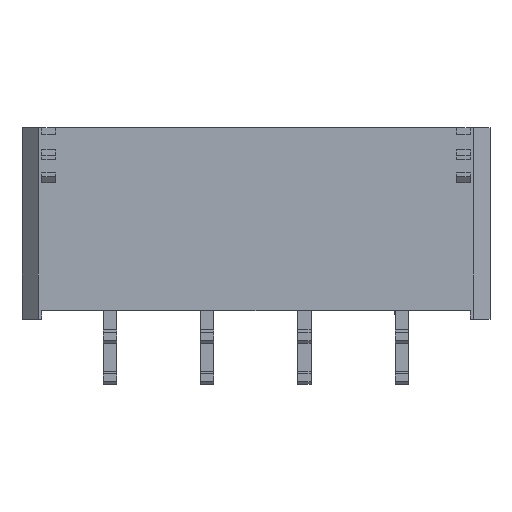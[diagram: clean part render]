
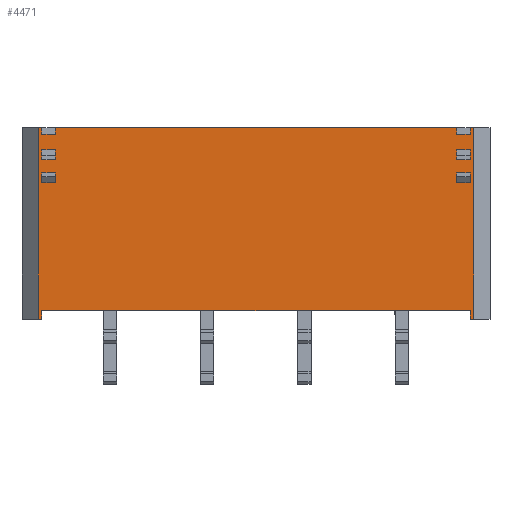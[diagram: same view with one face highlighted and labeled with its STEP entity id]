
A CAD part, front view. The second image highlights one B-rep face of the part: STEP entity #4471.
In plain terms, the highlighted planar face has unit normal (0, -1, 0).
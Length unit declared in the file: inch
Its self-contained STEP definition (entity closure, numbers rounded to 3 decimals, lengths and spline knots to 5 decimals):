
#13=DIRECTION('',(1.,0.,0.));
#14=VECTOR('',#13,0.0105);
#15=CARTESIAN_POINT('',(-0.66,-0.227,-0.2905));
#16=LINE('',#15,#14);
#45=DIRECTION('',(1.,0.,0.));
#46=VECTOR('',#45,0.0105);
#47=CARTESIAN_POINT('',(0.6495,-0.227,-0.2905));
#48=LINE('',#47,#46);
#93=DIRECTION('',(0.,0.,1.));
#94=VECTOR('',#93,0.015);
#95=CARTESIAN_POINT('',(-0.6095,-0.227,0.1385));
#96=LINE('',#95,#94);
#97=DIRECTION('',(-1.,0.,0.));
#98=VECTOR('',#97,0.04);
#99=CARTESIAN_POINT('',(-0.6095,-0.227,0.1535));
#100=LINE('',#99,#98);
#101=DIRECTION('',(0.,0.,1.));
#102=VECTOR('',#101,0.015);
#103=CARTESIAN_POINT('',(-0.6495,-0.227,0.1385));
#104=LINE('',#103,#102);
#105=DIRECTION('',(-1.,0.,0.));
#106=VECTOR('',#105,0.04);
#107=CARTESIAN_POINT('',(-0.6095,-0.227,0.1385));
#108=LINE('',#107,#106);
#109=DIRECTION('',(0.,0.,1.));
#110=VECTOR('',#109,0.015);
#111=CARTESIAN_POINT('',(-0.6095,-0.227,0.1935));
#112=LINE('',#111,#110);
#113=DIRECTION('',(-1.,0.,0.));
#114=VECTOR('',#113,0.04);
#115=CARTESIAN_POINT('',(-0.6095,-0.227,0.2085));
#116=LINE('',#115,#114);
#117=DIRECTION('',(0.,0.,1.));
#118=VECTOR('',#117,0.015);
#119=CARTESIAN_POINT('',(-0.6495,-0.227,0.1935));
#120=LINE('',#119,#118);
#121=DIRECTION('',(-1.,0.,0.));
#122=VECTOR('',#121,0.04);
#123=CARTESIAN_POINT('',(-0.6095,-0.227,0.1935));
#124=LINE('',#123,#122);
#125=DIRECTION('',(0.,0.,1.));
#126=VECTOR('',#125,0.015);
#127=CARTESIAN_POINT('',(0.6095,-0.227,0.1385));
#128=LINE('',#127,#126);
#129=DIRECTION('',(1.,0.,0.));
#130=VECTOR('',#129,0.04);
#131=CARTESIAN_POINT('',(0.6095,-0.227,0.1385));
#132=LINE('',#131,#130);
#133=DIRECTION('',(0.,0.,1.));
#134=VECTOR('',#133,0.015);
#135=CARTESIAN_POINT('',(0.6495,-0.227,0.1385));
#136=LINE('',#135,#134);
#137=DIRECTION('',(1.,0.,0.));
#138=VECTOR('',#137,0.04);
#139=CARTESIAN_POINT('',(0.6095,-0.227,0.1535));
#140=LINE('',#139,#138);
#141=DIRECTION('',(0.,0.,1.));
#142=VECTOR('',#141,0.015);
#143=CARTESIAN_POINT('',(0.6095,-0.227,0.1935));
#144=LINE('',#143,#142);
#145=DIRECTION('',(1.,0.,0.));
#146=VECTOR('',#145,0.04);
#147=CARTESIAN_POINT('',(0.6095,-0.227,0.1935));
#148=LINE('',#147,#146);
#149=DIRECTION('',(0.,0.,1.));
#150=VECTOR('',#149,0.015);
#151=CARTESIAN_POINT('',(0.6495,-0.227,0.1935));
#152=LINE('',#151,#150);
#153=DIRECTION('',(1.,0.,0.));
#154=VECTOR('',#153,0.04);
#155=CARTESIAN_POINT('',(0.6095,-0.227,0.2085));
#156=LINE('',#155,#154);
#157=DIRECTION('',(-1.,0.,0.));
#158=VECTOR('',#157,0.04);
#159=CARTESIAN_POINT('',(0.6495,-0.227,0.2705));
#160=LINE('',#159,#158);
#161=DIRECTION('',(0.,0.,-1.));
#162=VECTOR('',#161,0.02);
#163=CARTESIAN_POINT('',(0.6495,-0.227,0.2905));
#164=LINE('',#163,#162);
#165=DIRECTION('',(0.,0.,1.));
#166=VECTOR('',#165,0.025);
#167=CARTESIAN_POINT('',(0.6495,-0.227,-0.2905));
#168=LINE('',#167,#166);
#169=DIRECTION('',(1.,0.,0.));
#170=VECTOR('',#169,1.299);
#171=CARTESIAN_POINT('',(-0.6495,-0.227,-0.2655));
#172=LINE('',#171,#170);
#173=DIRECTION('',(0.,0.,1.));
#174=VECTOR('',#173,0.025);
#175=CARTESIAN_POINT('',(-0.6495,-0.227,-0.2905));
#176=LINE('',#175,#174);
#177=DIRECTION('',(0.,0.,1.));
#178=VECTOR('',#177,0.581);
#179=CARTESIAN_POINT('',(-0.66,-0.227,-0.2905));
#180=LINE('',#179,#178);
#181=DIRECTION('',(0.,0.,-1.));
#182=VECTOR('',#181,0.02);
#183=CARTESIAN_POINT('',(-0.6495,-0.227,0.2905));
#184=LINE('',#183,#182);
#185=DIRECTION('',(-1.,0.,0.));
#186=VECTOR('',#185,0.04);
#187=CARTESIAN_POINT('',(-0.6095,-0.227,0.2705));
#188=LINE('',#187,#186);
#189=DIRECTION('',(0.,0.,-1.));
#190=VECTOR('',#189,0.02);
#191=CARTESIAN_POINT('',(-0.6095,-0.227,0.2905));
#192=LINE('',#191,#190);
#193=DIRECTION('',(0.,0.,-1.));
#194=VECTOR('',#193,0.02);
#195=CARTESIAN_POINT('',(0.6095,-0.227,0.2905));
#196=LINE('',#195,#194);
#629=DIRECTION('',(1.,0.,0.));
#630=VECTOR('',#629,1.219);
#631=CARTESIAN_POINT('',(-0.6095,-0.227,0.2905));
#632=LINE('',#631,#630);
#645=DIRECTION('',(1.,0.,0.));
#646=VECTOR('',#645,0.0105);
#647=CARTESIAN_POINT('',(-0.66,-0.227,0.2905));
#648=LINE('',#647,#646);
#693=DIRECTION('',(1.,0.,0.));
#694=VECTOR('',#693,0.0105);
#695=CARTESIAN_POINT('',(0.6495,-0.227,0.2905));
#696=LINE('',#695,#694);
#2683=DIRECTION('',(0.,0.,1.));
#2684=VECTOR('',#2683,0.581);
#2685=CARTESIAN_POINT('',(0.66,-0.227,-0.2905));
#2686=LINE('',#2685,#2684);
#3230=CARTESIAN_POINT('',(-0.66,-0.227,-0.2905));
#3232=VERTEX_POINT('',#3230);
#3233=CARTESIAN_POINT('',(0.66,-0.227,-0.2905));
#3235=VERTEX_POINT('',#3233);
#3245=CARTESIAN_POINT('',(-0.66,-0.227,0.2905));
#3246=VERTEX_POINT('',#3245);
#3247=CARTESIAN_POINT('',(0.66,-0.227,0.2905));
#3248=VERTEX_POINT('',#3247);
#3429=CARTESIAN_POINT('',(-0.6495,-0.227,-0.2655));
#3430=CARTESIAN_POINT('',(0.6495,-0.227,-0.2655));
#3431=VERTEX_POINT('',#3429);
#3432=VERTEX_POINT('',#3430);
#3493=CARTESIAN_POINT('',(-0.6495,-0.227,-0.2905));
#3494=VERTEX_POINT('',#3493);
#3547=CARTESIAN_POINT('',(0.6495,-0.227,-0.2905));
#3548=VERTEX_POINT('',#3547);
#3683=CARTESIAN_POINT('',(-0.6095,-0.227,0.1385));
#3684=VERTEX_POINT('',#3683);
#3685=CARTESIAN_POINT('',(-0.6095,-0.227,0.1535));
#3686=VERTEX_POINT('',#3685);
#3687=CARTESIAN_POINT('',(-0.6095,-0.227,0.2085));
#3688=VERTEX_POINT('',#3687);
#3689=CARTESIAN_POINT('',(-0.6095,-0.227,0.1935));
#3690=VERTEX_POINT('',#3689);
#3691=CARTESIAN_POINT('',(-0.6495,-0.227,0.1385));
#3692=VERTEX_POINT('',#3691);
#3693=CARTESIAN_POINT('',(-0.6495,-0.227,0.2085));
#3694=VERTEX_POINT('',#3693);
#3695=CARTESIAN_POINT('',(-0.6495,-0.227,0.1535));
#3696=VERTEX_POINT('',#3695);
#3697=CARTESIAN_POINT('',(-0.6495,-0.227,0.1935));
#3698=VERTEX_POINT('',#3697);
#3751=CARTESIAN_POINT('',(0.6495,-0.227,0.2905));
#3753=VERTEX_POINT('',#3751);
#3757=CARTESIAN_POINT('',(0.6095,-0.227,0.2905));
#3758=VERTEX_POINT('',#3757);
#3771=CARTESIAN_POINT('',(-0.6095,-0.227,0.2905));
#3773=VERTEX_POINT('',#3771);
#3777=CARTESIAN_POINT('',(-0.6495,-0.227,0.2905));
#3778=VERTEX_POINT('',#3777);
#3799=CARTESIAN_POINT('',(0.6495,-0.227,0.2705));
#3800=VERTEX_POINT('',#3799);
#3801=CARTESIAN_POINT('',(0.6095,-0.227,0.2705));
#3802=VERTEX_POINT('',#3801);
#3803=CARTESIAN_POINT('',(-0.6095,-0.227,0.2705));
#3804=VERTEX_POINT('',#3803);
#3805=CARTESIAN_POINT('',(-0.6495,-0.227,0.2705));
#3806=VERTEX_POINT('',#3805);
#3893=CARTESIAN_POINT('',(0.6095,-0.227,0.1385));
#3894=CARTESIAN_POINT('',(0.6095,-0.227,0.1535));
#3895=VERTEX_POINT('',#3893);
#3896=VERTEX_POINT('',#3894);
#3897=CARTESIAN_POINT('',(0.6095,-0.227,0.1935));
#3898=CARTESIAN_POINT('',(0.6095,-0.227,0.2085));
#3899=VERTEX_POINT('',#3897);
#3900=VERTEX_POINT('',#3898);
#3901=CARTESIAN_POINT('',(0.6495,-0.227,0.1385));
#3902=CARTESIAN_POINT('',(0.6495,-0.227,0.1535));
#3903=VERTEX_POINT('',#3901);
#3904=VERTEX_POINT('',#3902);
#3905=CARTESIAN_POINT('',(0.6495,-0.227,0.1935));
#3906=CARTESIAN_POINT('',(0.6495,-0.227,0.2085));
#3907=VERTEX_POINT('',#3905);
#3908=VERTEX_POINT('',#3906);
#4395=CARTESIAN_POINT('',(-0.66,-0.227,-0.2905));
#4396=DIRECTION('',(0.,-1.,0.));
#4397=DIRECTION('',(1.,0.,0.));
#4398=AXIS2_PLACEMENT_3D('',#4395,#4396,#4397);
#4399=PLANE('',#4398);
#4401=ORIENTED_EDGE('',*,*,#4400,.F.);
#4403=ORIENTED_EDGE('',*,*,#4402,.F.);
#4405=ORIENTED_EDGE('',*,*,#4404,.T.);
#4407=ORIENTED_EDGE('',*,*,#4406,.F.);
#4408=ORIENTED_EDGE('',*,*,#4316,.F.);
#4410=ORIENTED_EDGE('',*,*,#4409,.T.);
#4412=ORIENTED_EDGE('',*,*,#4411,.F.);
#4413=ORIENTED_EDGE('',*,*,#4365,.F.);
#4414=ORIENTED_EDGE('',*,*,#4284,.F.);
#4416=ORIENTED_EDGE('',*,*,#4415,.T.);
#4418=ORIENTED_EDGE('',*,*,#4417,.T.);
#4420=ORIENTED_EDGE('',*,*,#4419,.T.);
#4422=ORIENTED_EDGE('',*,*,#4421,.F.);
#4424=ORIENTED_EDGE('',*,*,#4423,.F.);
#4426=ORIENTED_EDGE('',*,*,#4425,.T.);
#4428=ORIENTED_EDGE('',*,*,#4427,.T.);
#4429=EDGE_LOOP('',(#4401,#4403,#4405,#4407,#4408,#4410,#4412,#4413,#4414,#4416,
#4418,#4420,#4422,#4424,#4426,#4428));
#4430=FACE_OUTER_BOUND('',#4429,.F.);
#4432=ORIENTED_EDGE('',*,*,#4431,.T.);
#4434=ORIENTED_EDGE('',*,*,#4433,.T.);
#4436=ORIENTED_EDGE('',*,*,#4435,.F.);
#4438=ORIENTED_EDGE('',*,*,#4437,.F.);
#4439=EDGE_LOOP('',(#4432,#4434,#4436,#4438));
#4440=FACE_BOUND('',#4439,.F.);
#4442=ORIENTED_EDGE('',*,*,#4441,.F.);
#4444=ORIENTED_EDGE('',*,*,#4443,.T.);
#4446=ORIENTED_EDGE('',*,*,#4445,.T.);
#4448=ORIENTED_EDGE('',*,*,#4447,.F.);
#4449=EDGE_LOOP('',(#4442,#4444,#4446,#4448));
#4450=FACE_BOUND('',#4449,.F.);
#4452=ORIENTED_EDGE('',*,*,#4451,.F.);
#4454=ORIENTED_EDGE('',*,*,#4453,.T.);
#4456=ORIENTED_EDGE('',*,*,#4455,.T.);
#4458=ORIENTED_EDGE('',*,*,#4457,.F.);
#4459=EDGE_LOOP('',(#4452,#4454,#4456,#4458));
#4460=FACE_BOUND('',#4459,.F.);
#4462=ORIENTED_EDGE('',*,*,#4461,.T.);
#4464=ORIENTED_EDGE('',*,*,#4463,.T.);
#4466=ORIENTED_EDGE('',*,*,#4465,.F.);
#4468=ORIENTED_EDGE('',*,*,#4467,.F.);
#4469=EDGE_LOOP('',(#4462,#4464,#4466,#4468));
#4470=FACE_BOUND('',#4469,.F.);
#4471=ADVANCED_FACE('',(#4430,#4440,#4450,#4460,#4470),#4399,.T.);
#4284=EDGE_CURVE('',#3232,#3494,#16,.T.);
#4316=EDGE_CURVE('',#3548,#3235,#48,.T.);
#4365=EDGE_CURVE('',#3494,#3431,#176,.T.);
#4400=EDGE_CURVE('',#3800,#3802,#160,.T.);
#4402=EDGE_CURVE('',#3753,#3800,#164,.T.);
#4404=EDGE_CURVE('',#3753,#3248,#696,.T.);
#4406=EDGE_CURVE('',#3235,#3248,#2686,.T.);
#4409=EDGE_CURVE('',#3548,#3432,#168,.T.);
#4411=EDGE_CURVE('',#3431,#3432,#172,.T.);
#4415=EDGE_CURVE('',#3232,#3246,#180,.T.);
#4417=EDGE_CURVE('',#3246,#3778,#648,.T.);
#4419=EDGE_CURVE('',#3778,#3806,#184,.T.);
#4421=EDGE_CURVE('',#3804,#3806,#188,.T.);
#4423=EDGE_CURVE('',#3773,#3804,#192,.T.);
#4425=EDGE_CURVE('',#3773,#3758,#632,.T.);
#4427=EDGE_CURVE('',#3758,#3802,#196,.T.);
#4431=EDGE_CURVE('',#3690,#3688,#112,.T.);
#4433=EDGE_CURVE('',#3688,#3694,#116,.T.);
#4435=EDGE_CURVE('',#3698,#3694,#120,.T.);
#4437=EDGE_CURVE('',#3690,#3698,#124,.T.);
#4441=EDGE_CURVE('',#3895,#3896,#128,.T.);
#4443=EDGE_CURVE('',#3895,#3903,#132,.T.);
#4445=EDGE_CURVE('',#3903,#3904,#136,.T.);
#4447=EDGE_CURVE('',#3896,#3904,#140,.T.);
#4451=EDGE_CURVE('',#3899,#3900,#144,.T.);
#4453=EDGE_CURVE('',#3899,#3907,#148,.T.);
#4455=EDGE_CURVE('',#3907,#3908,#152,.T.);
#4457=EDGE_CURVE('',#3900,#3908,#156,.T.);
#4461=EDGE_CURVE('',#3684,#3686,#96,.T.);
#4463=EDGE_CURVE('',#3686,#3696,#100,.T.);
#4465=EDGE_CURVE('',#3692,#3696,#104,.T.);
#4467=EDGE_CURVE('',#3684,#3692,#108,.T.);
